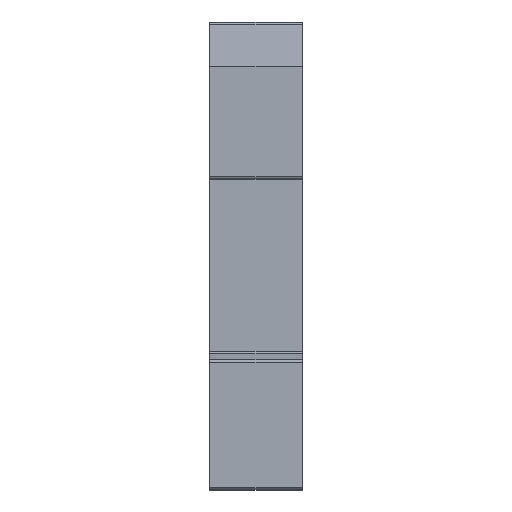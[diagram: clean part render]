
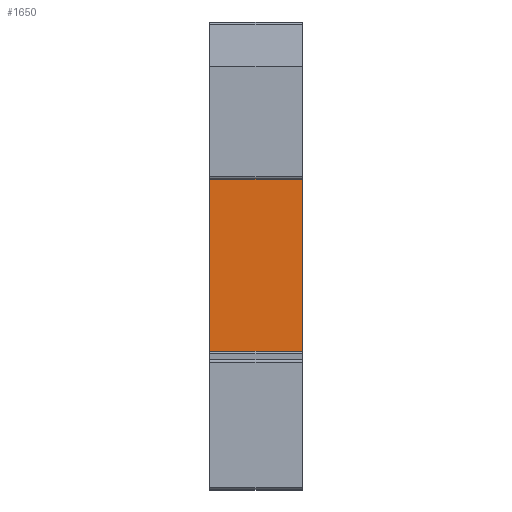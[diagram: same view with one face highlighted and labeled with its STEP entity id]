
A CAD part, front view. The second image highlights one B-rep face of the part: STEP entity #1650.
In plain terms, the highlighted planar face has unit normal (0, -1, 0).
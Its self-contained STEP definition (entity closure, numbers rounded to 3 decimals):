
#1637=AXIS2_PLACEMENT_3D('Plane Axis2P3D',#1634,#1635,#1636) ;
#226=CARTESIAN_POINT('Vertex',(0.,0.,-9.416)) ;
#229=CARTESIAN_POINT('Line Origine',(0.,0.,8.146)) ;
#233=CARTESIAN_POINT('Vertex',(0.,0.,25.709)) ;
#751=CARTESIAN_POINT('Vertex',(17.8,0.,25.709)) ;
#754=CARTESIAN_POINT('Line Origine',(17.8,0.,8.146)) ;
#758=CARTESIAN_POINT('Vertex',(17.8,0.,-9.416)) ;
#1622=CARTESIAN_POINT('Line Origine',(8.9,0.,25.709)) ;
#1634=CARTESIAN_POINT('Axis2P3D Location',(0.,0.,25.709)) ;
#1639=CARTESIAN_POINT('Line Origine',(8.9,0.,-9.416)) ;
#230=DIRECTION('Vector Direction',(0.,0.,-1.)) ;
#755=DIRECTION('Vector Direction',(0.,0.,-1.)) ;
#1623=DIRECTION('Vector Direction',(1.,0.,0.)) ;
#1635=DIRECTION('Axis2P3D Direction',(0.,-1.,0.)) ;
#1636=DIRECTION('Axis2P3D XDirection',(0.,0.,-1.)) ;
#1640=DIRECTION('Vector Direction',(1.,0.,0.)) ;
#231=VECTOR('Line Direction',#230,1.) ;
#756=VECTOR('Line Direction',#755,1.) ;
#1624=VECTOR('Line Direction',#1623,1.) ;
#1641=VECTOR('Line Direction',#1640,1.) ;
#1645=ORIENTED_EDGE('',*,*,#1626,.F.) ;
#1646=ORIENTED_EDGE('',*,*,#235,.T.) ;
#1647=ORIENTED_EDGE('',*,*,#1643,.T.) ;
#1648=ORIENTED_EDGE('',*,*,#760,.F.) ;
#1650=ADVANCED_FACE('PartBody',(#1649),#1638,.T.) ;
#235=EDGE_CURVE('',#234,#227,#232,.T.) ;
#760=EDGE_CURVE('',#752,#759,#757,.T.) ;
#1626=EDGE_CURVE('',#234,#752,#1625,.T.) ;
#1643=EDGE_CURVE('',#227,#759,#1642,.T.) ;
#1644=EDGE_LOOP('',(#1645,#1646,#1647,#1648)) ;
#1649=FACE_OUTER_BOUND('',#1644,.T.) ;
#232=LINE('Line',#229,#231) ;
#757=LINE('Line',#754,#756) ;
#1625=LINE('Line',#1622,#1624) ;
#1642=LINE('Line',#1639,#1641) ;
#1638=PLANE('',#1637) ;
#227=VERTEX_POINT('',#226) ;
#234=VERTEX_POINT('',#233) ;
#752=VERTEX_POINT('',#751) ;
#759=VERTEX_POINT('',#758) ;
